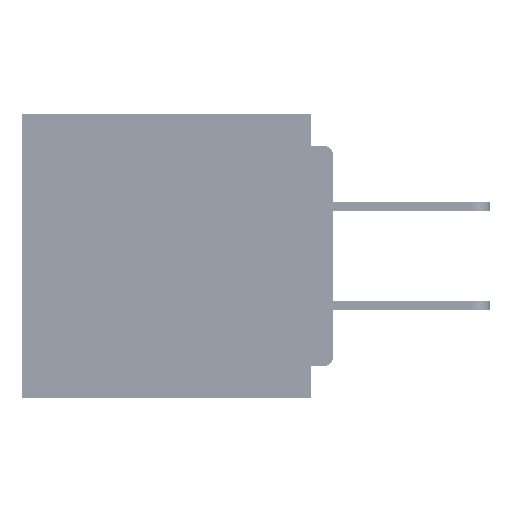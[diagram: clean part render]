
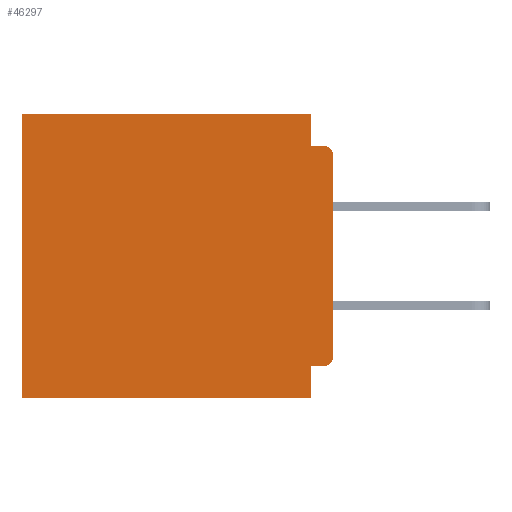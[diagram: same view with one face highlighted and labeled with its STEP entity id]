
A CAD part, left-side view. The second image highlights one B-rep face of the part: STEP entity #46297.
In plain terms, the highlighted planar face has unit normal (-1, 0, 0).
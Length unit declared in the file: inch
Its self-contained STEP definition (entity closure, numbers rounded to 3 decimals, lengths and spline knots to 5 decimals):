
#706 = ORIENTED_EDGE ( 'NONE', *, *, #10571, .F. ) ;
#2281 = ORIENTED_EDGE ( 'NONE', *, *, #10191, .F. ) ;
#2929 = DIRECTION ( 'NONE',  ( 0., 0., -1. ) ) ;
#3342 = LINE ( 'NONE', #8705, #55669 ) ;
#3843 = ORIENTED_EDGE ( 'NONE', *, *, #46361, .T. ) ;
#4719 = CARTESIAN_POINT ( 'NONE',  ( 0.3, 0., -0.4 ) ) ;
#5767 = CARTESIAN_POINT ( 'NONE',  ( 0.3, 0.437, -0.4 ) ) ;
#6286 = VERTEX_POINT ( 'NONE', #48297 ) ;
#7517 = CARTESIAN_POINT ( 'NONE',  ( 0.3, 0.031, -0.4 ) ) ;
#8185 = VECTOR ( 'NONE', #55214, 39.37008 ) ;
#8705 = CARTESIAN_POINT ( 'NONE',  ( 0.3, 0., 0. ) ) ;
#9762 = CARTESIAN_POINT ( 'NONE',  ( 0.3, 0.015, -0.045 ) ) ;
#10191 = EDGE_CURVE ( 'NONE', #6286, #44978, #33460, .T. ) ;
#10571 = EDGE_CURVE ( 'NONE', #44978, #47995, #65178, .T. ) ;
#11313 = VECTOR ( 'NONE', #42868, 39.37008 ) ;
#11744 = ORIENTED_EDGE ( 'NONE', *, *, #60020, .F. ) ;
#12545 = DIRECTION ( 'NONE',  ( 0., -1., 0. ) ) ;
#12592 = CARTESIAN_POINT ( 'NONE',  ( 0.3, 0.031, -0.045 ) ) ;
#13314 = ORIENTED_EDGE ( 'NONE', *, *, #15065, .T. ) ;
#13503 = EDGE_CURVE ( 'NONE', #47995, #64577, #59254, .T. ) ;
#13510 = DIRECTION ( 'NONE',  ( -1., 0., 0. ) ) ;
#15065 = EDGE_CURVE ( 'NONE', #33195, #38669, #3342, .T. ) ;
#16635 = CARTESIAN_POINT ( 'NONE',  ( 0.3, 0.015, -0.06 ) ) ;
#16969 = CARTESIAN_POINT ( 'NONE',  ( 0.3, 0., -0.06 ) ) ;
#18216 = VECTOR ( 'NONE', #31122, 39.37008 ) ;
#18811 = ORIENTED_EDGE ( 'NONE', *, *, #25289, .F. ) ;
#21209 = ORIENTED_EDGE ( 'NONE', *, *, #35663, .T. ) ;
#21522 = VECTOR ( 'NONE', #29434, 39.37008 ) ;
#21601 = VERTEX_POINT ( 'NONE', #12592 ) ;
#21694 = DIRECTION ( 'NONE',  ( 0., 0., -1. ) ) ;
#22903 = DIRECTION ( 'NONE',  ( 0., 1., 0. ) ) ;
#23110 = LINE ( 'NONE', #44769, #21522 ) ;
#23182 = AXIS2_PLACEMENT_3D ( 'NONE', #43816, #13510, #48973 ) ;
#24754 = CARTESIAN_POINT ( 'NONE',  ( 0.3, 0., -0.355 ) ) ;
#24985 = CARTESIAN_POINT ( 'NONE',  ( 0.3, 0.031, 0. ) ) ;
#25289 = EDGE_CURVE ( 'NONE', #21601, #51454, #35842, .T. ) ;
#25356 = CARTESIAN_POINT ( 'NONE',  ( 0.3, 0.437, 0. ) ) ;
#25475 = CARTESIAN_POINT ( 'NONE',  ( 0.3, 0.031, -0.4 ) ) ;
#26561 = AXIS2_PLACEMENT_3D ( 'NONE', #28092, #33163, #2929 ) ;
#27346 = CARTESIAN_POINT ( 'NONE',  ( 0.3, 0., -0.045 ) ) ;
#28092 = CARTESIAN_POINT ( 'NONE',  ( 0.3, 0., -0.4 ) ) ;
#29434 = DIRECTION ( 'NONE',  ( 0., 0., -1. ) ) ;
#30212 = CARTESIAN_POINT ( 'NONE',  ( 0.3, 0.437, -0.4 ) ) ;
#31122 = DIRECTION ( 'NONE',  ( 0., 0., -1. ) ) ;
#32190 = VECTOR ( 'NONE', #22903, 39.37008 ) ;
#32649 = EDGE_CURVE ( 'NONE', #58435, #46649, #49563, .T. ) ;
#32808 = VECTOR ( 'NONE', #45224, 39.37008 ) ;
#33163 = DIRECTION ( 'NONE',  ( 1., 0., 0. ) ) ;
#33195 = VERTEX_POINT ( 'NONE', #24985 ) ;
#33460 = LINE ( 'NONE', #24754, #8185 ) ;
#35663 = EDGE_CURVE ( 'NONE', #38669, #64577, #58696, .T. ) ;
#35842 = LINE ( 'NONE', #27346, #47765 ) ;
#36435 = FACE_OUTER_BOUND ( 'NONE', #44117, .T. ) ;
#38669 = VERTEX_POINT ( 'NONE', #25356 ) ;
#39357 = ORIENTED_EDGE ( 'NONE', *, *, #32649, .F. ) ;
#42868 = DIRECTION ( 'NONE',  ( 0., 0., -1. ) ) ;
#43816 = CARTESIAN_POINT ( 'NONE',  ( 0.3, 0.015, -0.34 ) ) ;
#44117 = EDGE_LOOP ( 'NONE', ( #39357, #44156, #18811, #11744, #13314, #21209, #48206, #706, #2281, #3843 ) ) ;
#44156 = ORIENTED_EDGE ( 'NONE', *, *, #46115, .T. ) ;
#44769 = CARTESIAN_POINT ( 'NONE',  ( 0.3, 0.031, 0. ) ) ;
#44835 = AXIS2_PLACEMENT_3D ( 'NONE', #16635, #52129, #21694 ) ;
#44978 = VERTEX_POINT ( 'NONE', #62640 ) ;
#45224 = DIRECTION ( 'NONE',  ( 0., 0., -1. ) ) ;
#46115 = EDGE_CURVE ( 'NONE', #58435, #51454, #57943, .T. ) ;
#46297 = ADVANCED_FACE ( 'NONE', ( #36435 ), #58530, .F. ) ;
#46361 = EDGE_CURVE ( 'NONE', #6286, #46649, #58715, .T. ) ;
#46649 = VERTEX_POINT ( 'NONE', #51410 ) ;
#47765 = VECTOR ( 'NONE', #12545, 39.37008 ) ;
#47995 = VERTEX_POINT ( 'NONE', #25475 ) ;
#48206 = ORIENTED_EDGE ( 'NONE', *, *, #13503, .F. ) ;
#48297 = CARTESIAN_POINT ( 'NONE',  ( 0.3, 0.015, -0.355 ) ) ;
#48973 = DIRECTION ( 'NONE',  ( 0., 0., -1. ) ) ;
#49563 = LINE ( 'NONE', #4719, #32808 ) ;
#51410 = CARTESIAN_POINT ( 'NONE',  ( 0.3, 0., -0.34 ) ) ;
#51454 = VERTEX_POINT ( 'NONE', #9762 ) ;
#52129 = DIRECTION ( 'NONE',  ( -1., 0., 0. ) ) ;
#55214 = DIRECTION ( 'NONE',  ( 0., 1., 0. ) ) ;
#55669 = VECTOR ( 'NONE', #59435, 39.37008 ) ;
#57943 = CIRCLE ( 'NONE', #44835, 0.015 ) ;
#58435 = VERTEX_POINT ( 'NONE', #16969 ) ;
#58443 = CARTESIAN_POINT ( 'NONE',  ( 0.3, 0., -0.4 ) ) ;
#58530 = PLANE ( 'NONE',  #26561 ) ;
#58696 = LINE ( 'NONE', #5767, #18216 ) ;
#58715 = CIRCLE ( 'NONE', #23182, 0.015 ) ;
#59254 = LINE ( 'NONE', #58443, #32190 ) ;
#59435 = DIRECTION ( 'NONE',  ( 0., 1., 0. ) ) ;
#60020 = EDGE_CURVE ( 'NONE', #33195, #21601, #23110, .T. ) ;
#62640 = CARTESIAN_POINT ( 'NONE',  ( 0.3, 0.031, -0.355 ) ) ;
#64577 = VERTEX_POINT ( 'NONE', #30212 ) ;
#65178 = LINE ( 'NONE', #7517, #11313 ) ;
